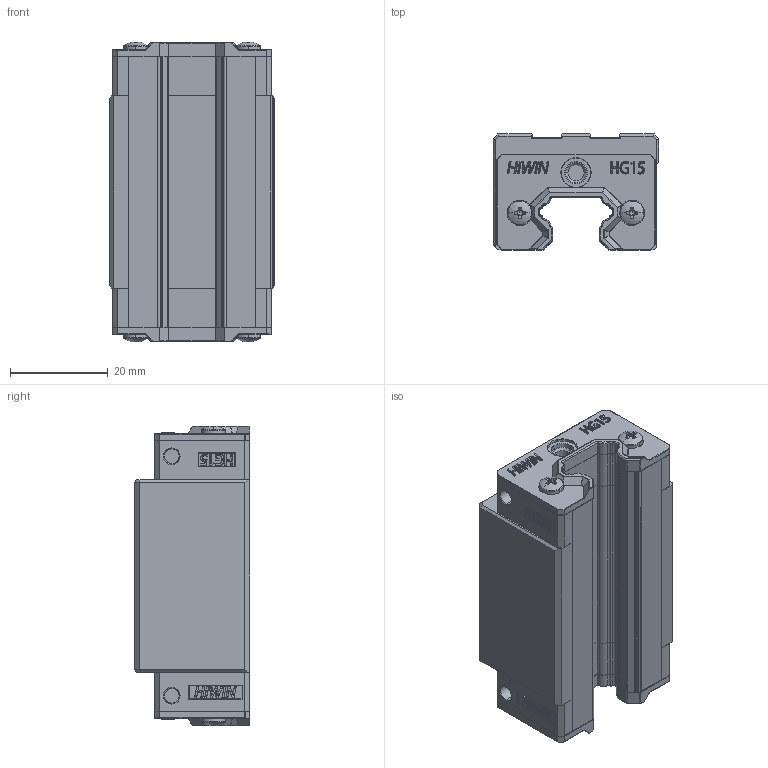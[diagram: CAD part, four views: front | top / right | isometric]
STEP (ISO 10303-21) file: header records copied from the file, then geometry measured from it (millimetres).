
FILE_DESCRIPTION (( 'STEP AP214' ), '1' );
FILE_NAME ('HGH15CA.STEP', '2018-04-02T05:37:59', ( '' ), ( '' ), 'SwSTEP 2.0', 'SolidWorks 2017', '' );
FILE_SCHEMA (( 'AUTOMOTIVE_DESIGN' ));
Length unit declared in the file: millimetre
Products named in the file (7): pan head cross recess screw_iso_ISO 7045 - M2.5 x 16 - Z - 16C; HGx15CA Seal_HGR15R300CE20; HGx15CA End Cap_HGR15R300CE20; HGx15CA Tiny Red_HGR15R300CE20; HGx15CA Retainer_HGR15R300CE20; HGH15CA Block_HGR15R300CE20; HGH15CA
Assembly tree (11 placements, depth 2):
  HGH15CA
    HGH15CA Block_HGR15R300CE20
    HGx15CA Retainer_HGR15R300CE20
    HGx15CA Tiny Red_HGR15R300CE20
    HGx15CA End Cap_HGR15R300CE20  x2
    HGx15CA Seal_HGR15R300CE20  x2
    pan head cross recess screw_iso_ISO 7045 - M2.5 x 16 - Z - 16C  x4
Bounding box: 34 x 23.7 x 61.49 mm (x, y, z)
Volume: 35190.8 mm3; surface area: 18241.9 mm2
Topology: 13 solids, 13 shells, 2017 faces, 4869 edges, 2896 vertices
Faces by surface type: plane 713, cylinder 706, bspline 260, cone 200, sphere 74, torus 64
Entity records: 36642 total; most frequent: CARTESIAN_POINT 11592, ORIENTED_EDGE 5130, DIRECTION 4653, EDGE_CURVE 2565, AXIS2_PLACEMENT_3D 1591, VERTEX_POINT 1547, LINE 1471, VECTOR 1471
